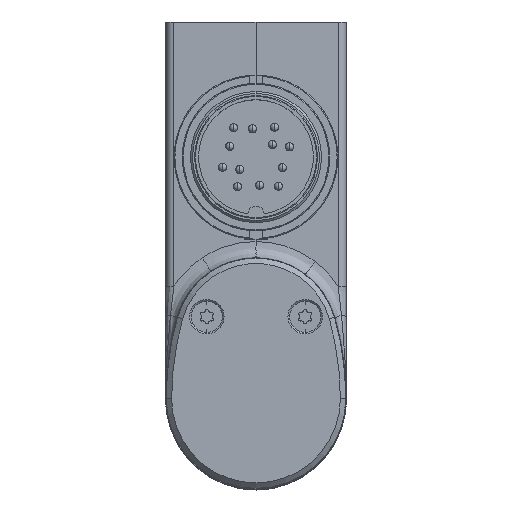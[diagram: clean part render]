
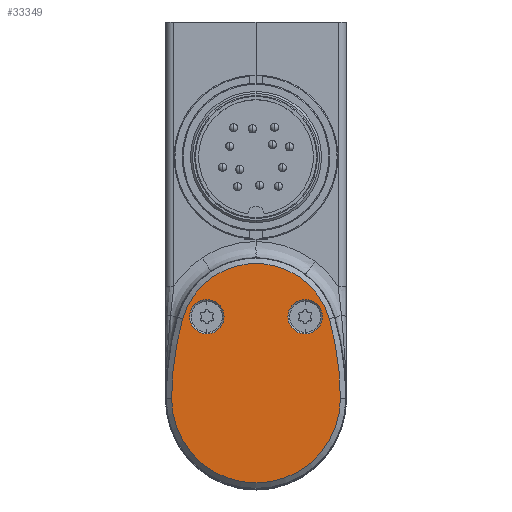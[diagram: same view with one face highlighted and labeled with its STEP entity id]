
A CAD part, top view. The second image highlights one B-rep face of the part: STEP entity #33349.
In plain terms, the highlighted planar face has unit normal (0, 0, 1).
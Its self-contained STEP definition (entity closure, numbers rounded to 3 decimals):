
#31822=CARTESIAN_POINT('',(-7.2,0.,0.));
#31823=DIRECTION('',(0.,0.,1.));
#31824=DIRECTION('',(-0.273,0.962,0.));
#31825=AXIS2_PLACEMENT_3D('',#31822,#31823,#31824);
#31830=CARTESIAN_POINT('',(0.,-25.42,0.));
#31831=DIRECTION('',(0.,0.,1.));
#31832=DIRECTION('',(0.,1.,0.));
#31833=AXIS2_PLACEMENT_3D('',#31830,#31831,#31832);
#31838=CARTESIAN_POINT('',(0.,0.,0.));
#31839=DIRECTION('',(0.,0.,1.));
#31840=DIRECTION('',(0.,-1.,0.));
#31841=AXIS2_PLACEMENT_3D('',#31838,#31839,#31840);
#31846=CARTESIAN_POINT('',(0.,25.42,0.));
#31847=DIRECTION('',(0.,0.,1.));
#31848=DIRECTION('',(-0.273,-0.962,0.));
#31849=AXIS2_PLACEMENT_3D('',#31846,#31847,#31848);
#31854=CARTESIAN_POINT('',(-10.,-6.,0.));
#31855=DIRECTION('',(0.,0.,-1.));
#31856=DIRECTION('',(1.,0.,0.));
#31857=AXIS2_PLACEMENT_3D('',#31854,#31855,#31856);
#31862=CARTESIAN_POINT('',(-10.,-6.,0.));
#31863=DIRECTION('',(0.,0.,-1.));
#31864=DIRECTION('',(-1.,0.,0.));
#31865=AXIS2_PLACEMENT_3D('',#31862,#31863,#31864);
#31870=CARTESIAN_POINT('',(-10.,6.,0.));
#31871=DIRECTION('',(0.,0.,1.));
#31872=DIRECTION('',(1.,0.,0.));
#31873=AXIS2_PLACEMENT_3D('',#31870,#31871,#31872);
#31878=CARTESIAN_POINT('',(-10.,6.,0.));
#31879=DIRECTION('',(0.,0.,1.));
#31880=DIRECTION('',(-1.,0.,0.));
#31881=AXIS2_PLACEMENT_3D('',#31878,#31879,#31880);
#33150=CARTESIAN_POINT('',(-9.734,8.948,0.));
#33151=CARTESIAN_POINT('',(-9.734,-8.948,0.));
#33152=VERTEX_POINT('',#33150);
#33153=VERTEX_POINT('',#33151);
#33154=CARTESIAN_POINT('',(0.,-10.3,0.));
#33155=VERTEX_POINT('',#33154);
#33156=CARTESIAN_POINT('',(0.,10.3,0.));
#33157=VERTEX_POINT('',#33156);
#33274=CARTESIAN_POINT('',(-7.9,-6.,0.));
#33275=CARTESIAN_POINT('',(-12.1,-6.,0.));
#33276=VERTEX_POINT('',#33274);
#33277=VERTEX_POINT('',#33275);
#33278=CARTESIAN_POINT('',(-7.9,6.,0.));
#33279=CARTESIAN_POINT('',(-12.1,6.,0.));
#33280=VERTEX_POINT('',#33278);
#33281=VERTEX_POINT('',#33279);
#33322=CARTESIAN_POINT('',(0.,0.,0.));
#33323=DIRECTION('',(0.,0.,1.));
#33324=DIRECTION('',(1.,0.,0.));
#33325=AXIS2_PLACEMENT_3D('',#33322,#33323,#33324);
#33326=PLANE('',#33325);
#33328=ORIENTED_EDGE('',*,*,#33327,.F.);
#33330=ORIENTED_EDGE('',*,*,#33329,.F.);
#33332=ORIENTED_EDGE('',*,*,#33331,.F.);
#33334=ORIENTED_EDGE('',*,*,#33333,.F.);
#33335=EDGE_LOOP('',(#33328,#33330,#33332,#33334));
#33336=FACE_OUTER_BOUND('',#33335,.F.);
#33338=ORIENTED_EDGE('',*,*,#33337,.F.);
#33340=ORIENTED_EDGE('',*,*,#33339,.F.);
#33341=EDGE_LOOP('',(#33338,#33340));
#33342=FACE_BOUND('',#33341,.F.);
#33344=ORIENTED_EDGE('',*,*,#33343,.T.);
#33346=ORIENTED_EDGE('',*,*,#33345,.T.);
#33347=EDGE_LOOP('',(#33344,#33346));
#33348=FACE_BOUND('',#33347,.F.);
#33349=ADVANCED_FACE('',(#33336,#33342,#33348),#33326,.T.);
#31826=CIRCLE('',#31825,9.3);
#31834=CIRCLE('',#31833,35.72);
#31842=CIRCLE('',#31841,10.3);
#31850=CIRCLE('',#31849,35.72);
#31858=CIRCLE('',#31857,2.1);
#31866=CIRCLE('',#31865,2.1);
#31874=CIRCLE('',#31873,2.1);
#31882=CIRCLE('',#31881,2.1);
#33327=EDGE_CURVE('',#33152,#33153,#31826,.T.);
#33329=EDGE_CURVE('',#33157,#33152,#31834,.T.);
#33331=EDGE_CURVE('',#33155,#33157,#31842,.T.);
#33333=EDGE_CURVE('',#33153,#33155,#31850,.T.);
#33337=EDGE_CURVE('',#33276,#33277,#31858,.T.);
#33339=EDGE_CURVE('',#33277,#33276,#31866,.T.);
#33343=EDGE_CURVE('',#33280,#33281,#31874,.T.);
#33345=EDGE_CURVE('',#33281,#33280,#31882,.T.);
